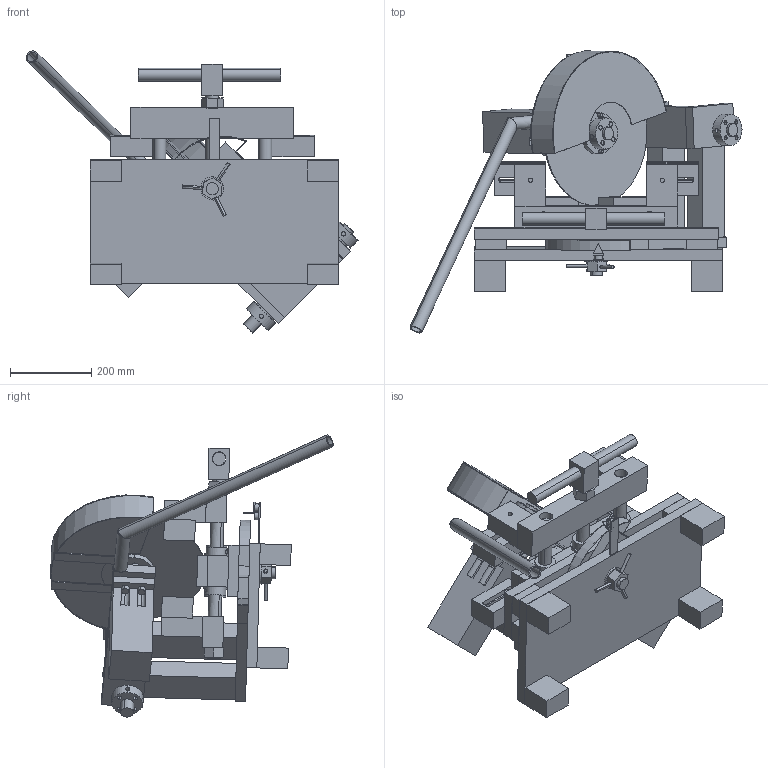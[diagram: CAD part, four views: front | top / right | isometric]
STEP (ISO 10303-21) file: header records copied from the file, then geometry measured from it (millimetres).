
FILE_DESCRIPTION (( 'STEP AP203' ), '1' );
FILE_NAME ('FullAssembly.STEP', '2012-07-10T23:12:03', ( '' ), ( '' ), 'SwSTEP 2.0', 'SolidWorks 2010', '' );
FILE_SCHEMA (( 'CONFIG_CONTROL_DESIGN' ));
Length unit declared in the file: millimetre
Products named in the file (53): FullAssembly; BaseAssembly; Baseplate; BaseFlat; ShortSpacer; LongSpacer; IndicatorFlat; Magnet; AngleIndicator; SupportAssembly; LongSupportFlat; ShortSupportFlat; BridgeFlat; RotationSupportFlat; StopShaft; OperationHandleSupport; OperationHandle; BladeGuard; GuardFlat; GuardSide; GuardSupport; DriveAssembly; HydraulicMotor; ShaftCoupling; Spindle; MountDisc; Blade; CollarSetscrew; ViseAssembly; FixedBlock; ThreadedRod; MovingBlock; Raiser; LargeLHNut; HandleBlock; ClampJaw; ClampBlock; MediumShaftCollarAssem; MediumShaftCollar; CouplingSetscrew ...
Assembly tree (124 placements, depth 4):
  FullAssembly
    BaseAssembly
      ShortSpacer  x4
      LongScrew  x4
      BaseFlat
      AngleIndicator
      LongSpacer  x4
      Magnet  x2
      IndicatorFlat
      Baseplate
    Long2Screw  x4
    MediumNut  x4
    SupportAssembly
      Long2Screw  x4
      LongSupportFlat
      OperationHandle
      OperationHandleSupport
      StopShaft
      RotationSupportFlat
      BridgeFlat
      ShortSupportFlat
    DriveAssembly
      MountDisc  x2
      CollarSetscrew  x8
      Spindle
      HydraulicMotor
      MediumNut
      Pin  x2
      ShaftCoupling
      Long2Screw
      DriveCollar
      CouplingSetscrew
      Blade
    BladeGuard
      GuardSupport  x2
      GuardSide  x2
      GuardFlat
    ViseAssembly
      ThreadedRod
      ClampJaw  x4
      Long2Screw  x8
      SupportThrustWasher  x2
      SupportShaft  x3
      ClampBlock  x4
      FixedBlock
      HandleBlock
      Raiser  x2
      LargeLHNut  x2
      MediumShaftCollarAssem  x6
        CouplingSetscrew
        MediumShaftCollar
      MovingBlock  x2
    SwivelAssembly
      DriveCollar  x2
      SwivelPlate
      SupportThrustWasher  x5
      LargeNut
      ShortThreadedRod
      Pin  x3
      MeasureFlat
Bounding box: 815.67 x 693.47 x 693.19 mm (x, y, z)
Volume: 28577122.9 mm3; surface area: 3667013.8 mm2
Topology: 122 solids, 122 shells, 1047 faces, 2355 edges, 1568 vertices
Faces by surface type: cylinder 526, plane 521
Entity records: 23262 total; most frequent: CARTESIAN_POINT 4010, DIRECTION 2635, ORIENTED_EDGE 2190, EDGE_CURVE 1095, AXIS2_PLACEMENT_3D 1001, VERTEX_POINT 728, LINE 633, VECTOR 633
